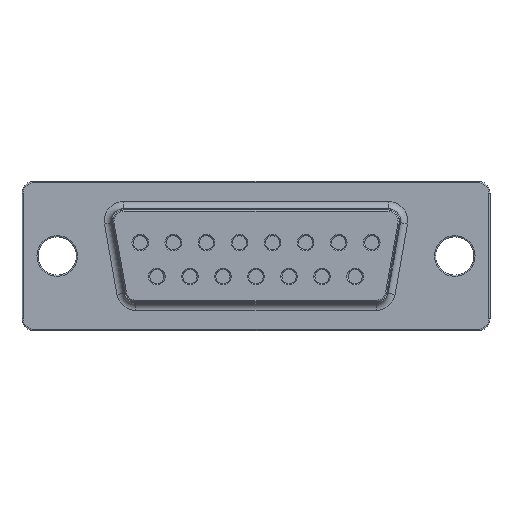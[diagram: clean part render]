
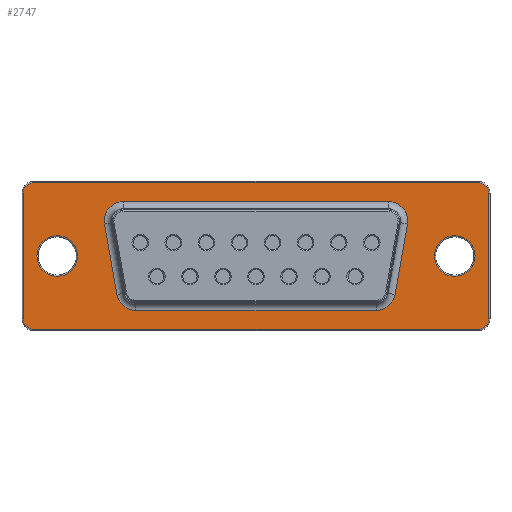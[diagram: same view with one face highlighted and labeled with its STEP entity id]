
A CAD part, top view. The second image highlights one B-rep face of the part: STEP entity #2747.
In plain terms, the highlighted planar face has unit normal (0, 0, 1).
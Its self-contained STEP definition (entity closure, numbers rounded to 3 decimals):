
#2548 = VERTEX_POINT('',#2549);
#2549 = CARTESIAN_POINT('',(-22.38,1.254,4.7));
#2558 = VERTEX_POINT('',#2559);
#2559 = CARTESIAN_POINT('',(-20.804,3.13,4.7));
#2566 = EDGE_CURVE('',#2548,#2558,#2567,.T.);
#2567 = CIRCLE('',#2568,1.6);
#2568 = AXIS2_PLACEMENT_3D('',#2569,#2570,#2571);
#2569 = CARTESIAN_POINT('',(-20.804,1.53,4.7));
#2570 = DIRECTION('',(0.,0.,-1.));
#2571 = DIRECTION('',(-0.985,-0.173,0.));
#2582 = EDGE_CURVE('',#2558,#2583,#2585,.T.);
#2583 = VERTEX_POINT('',#2584);
#2584 = CARTESIAN_POINT('',(1.414,3.13,4.7));
#2585 = LINE('',#2586,#2587);
#2586 = CARTESIAN_POINT('',(-20.804,3.13,4.7));
#2587 = VECTOR('',#2588,1.);
#2588 = DIRECTION('',(1.,0.,0.));
#2607 = VERTEX_POINT('',#2608);
#2608 = CARTESIAN_POINT('',(-21.346,-4.646,4.7));
#2615 = EDGE_CURVE('',#2607,#2548,#2616,.T.);
#2616 = LINE('',#2617,#2618);
#2617 = CARTESIAN_POINT('',(-21.346,-4.646,4.7));
#2618 = VECTOR('',#2619,1.);
#2619 = DIRECTION('',(-0.173,0.985,0.));
#2634 = VERTEX_POINT('',#2635);
#2635 = CARTESIAN_POINT('',(2.99,1.254,4.7));
#2642 = EDGE_CURVE('',#2583,#2634,#2643,.T.);
#2643 = CIRCLE('',#2644,1.6);
#2644 = AXIS2_PLACEMENT_3D('',#2645,#2646,#2647);
#2645 = CARTESIAN_POINT('',(1.414,1.53,4.7));
#2646 = DIRECTION('',(0.,0.,-1.));
#2647 = DIRECTION('',(0.,1.,0.));
#2658 = VERTEX_POINT('',#2659);
#2659 = CARTESIAN_POINT('',(-19.77,-5.97,4.7));
#2668 = EDGE_CURVE('',#2658,#2607,#2669,.T.);
#2669 = CIRCLE('',#2670,1.6);
#2670 = AXIS2_PLACEMENT_3D('',#2671,#2672,#2673);
#2671 = CARTESIAN_POINT('',(-19.77,-4.37,4.7));
#2672 = DIRECTION('',(0.,0.,-1.));
#2673 = DIRECTION('',(0.,-1.,0.));
#2684 = EDGE_CURVE('',#2634,#2685,#2687,.T.);
#2685 = VERTEX_POINT('',#2686);
#2686 = CARTESIAN_POINT('',(1.956,-4.646,4.7));
#2687 = LINE('',#2688,#2689);
#2688 = CARTESIAN_POINT('',(2.99,1.254,4.7));
#2689 = VECTOR('',#2690,1.);
#2690 = DIRECTION('',(-0.173,-0.985,0.));
#2709 = VERTEX_POINT('',#2710);
#2710 = CARTESIAN_POINT('',(0.38,-5.97,4.7));
#2717 = EDGE_CURVE('',#2709,#2658,#2718,.T.);
#2718 = LINE('',#2719,#2720);
#2719 = CARTESIAN_POINT('',(0.38,-5.97,4.7));
#2720 = VECTOR('',#2721,1.);
#2721 = DIRECTION('',(-1.,0.,0.));
#2736 = EDGE_CURVE('',#2685,#2709,#2737,.T.);
#2737 = CIRCLE('',#2738,1.6);
#2738 = AXIS2_PLACEMENT_3D('',#2739,#2740,#2741);
#2739 = CARTESIAN_POINT('',(0.38,-4.37,4.7));
#2740 = DIRECTION('',(0.,0.,-1.));
#2741 = DIRECTION('',(0.985,-0.173,0.));
#2747 = ADVANCED_FACE('',(#2748,#2758,#2828,#2839),#2850,.T.);
#2748 = FACE_BOUND('',#2749,.T.);
#2749 = EDGE_LOOP('',(#2750,#2751,#2752,#2753,#2754,#2755,#2756,#2757));
#2750 = ORIENTED_EDGE('',*,*,#2642,.T.);
#2751 = ORIENTED_EDGE('',*,*,#2684,.T.);
#2752 = ORIENTED_EDGE('',*,*,#2736,.T.);
#2753 = ORIENTED_EDGE('',*,*,#2717,.T.);
#2754 = ORIENTED_EDGE('',*,*,#2668,.T.);
#2755 = ORIENTED_EDGE('',*,*,#2615,.T.);
#2756 = ORIENTED_EDGE('',*,*,#2566,.T.);
#2757 = ORIENTED_EDGE('',*,*,#2582,.T.);
#2758 = FACE_BOUND('',#2759,.T.);
#2759 = EDGE_LOOP('',(#2760,#2771,#2779,#2788,#2796,#2805,#2813,#2822));
#2760 = ORIENTED_EDGE('',*,*,#2761,.T.);
#2761 = EDGE_CURVE('',#2762,#2764,#2766,.T.);
#2762 = VERTEX_POINT('',#2763);
#2763 = CARTESIAN_POINT('',(-28.295,4.73,4.7));
#2764 = VERTEX_POINT('',#2765);
#2765 = CARTESIAN_POINT('',(-29.195,3.83,4.7));
#2766 = CIRCLE('',#2767,0.9);
#2767 = AXIS2_PLACEMENT_3D('',#2768,#2769,#2770);
#2768 = CARTESIAN_POINT('',(-28.295,3.83,4.7));
#2769 = DIRECTION('',(0.,0.,1.));
#2770 = DIRECTION('',(0.,1.,0.));
#2771 = ORIENTED_EDGE('',*,*,#2772,.T.);
#2772 = EDGE_CURVE('',#2764,#2773,#2775,.T.);
#2773 = VERTEX_POINT('',#2774);
#2774 = CARTESIAN_POINT('',(-29.195,-6.67,4.7));
#2775 = LINE('',#2776,#2777);
#2776 = CARTESIAN_POINT('',(-29.195,3.83,4.7));
#2777 = VECTOR('',#2778,1.);
#2778 = DIRECTION('',(0.,-1.,0.));
#2779 = ORIENTED_EDGE('',*,*,#2780,.T.);
#2780 = EDGE_CURVE('',#2773,#2781,#2783,.T.);
#2781 = VERTEX_POINT('',#2782);
#2782 = CARTESIAN_POINT('',(-28.295,-7.57,4.7));
#2783 = CIRCLE('',#2784,0.9);
#2784 = AXIS2_PLACEMENT_3D('',#2785,#2786,#2787);
#2785 = CARTESIAN_POINT('',(-28.295,-6.67,4.7));
#2786 = DIRECTION('',(0.,0.,1.));
#2787 = DIRECTION('',(-1.,0.,0.));
#2788 = ORIENTED_EDGE('',*,*,#2789,.T.);
#2789 = EDGE_CURVE('',#2781,#2790,#2792,.T.);
#2790 = VERTEX_POINT('',#2791);
#2791 = CARTESIAN_POINT('',(8.905,-7.57,4.7));
#2792 = LINE('',#2793,#2794);
#2793 = CARTESIAN_POINT('',(-28.295,-7.57,4.7));
#2794 = VECTOR('',#2795,1.);
#2795 = DIRECTION('',(1.,0.,0.));
#2796 = ORIENTED_EDGE('',*,*,#2797,.T.);
#2797 = EDGE_CURVE('',#2790,#2798,#2800,.T.);
#2798 = VERTEX_POINT('',#2799);
#2799 = CARTESIAN_POINT('',(9.805,-6.67,4.7));
#2800 = CIRCLE('',#2801,0.9);
#2801 = AXIS2_PLACEMENT_3D('',#2802,#2803,#2804);
#2802 = CARTESIAN_POINT('',(8.905,-6.67,4.7));
#2803 = DIRECTION('',(0.,0.,1.));
#2804 = DIRECTION('',(0.,-1.,0.));
#2805 = ORIENTED_EDGE('',*,*,#2806,.T.);
#2806 = EDGE_CURVE('',#2798,#2807,#2809,.T.);
#2807 = VERTEX_POINT('',#2808);
#2808 = CARTESIAN_POINT('',(9.805,3.83,4.7));
#2809 = LINE('',#2810,#2811);
#2810 = CARTESIAN_POINT('',(9.805,-6.67,4.7));
#2811 = VECTOR('',#2812,1.);
#2812 = DIRECTION('',(0.,1.,0.));
#2813 = ORIENTED_EDGE('',*,*,#2814,.T.);
#2814 = EDGE_CURVE('',#2807,#2815,#2817,.T.);
#2815 = VERTEX_POINT('',#2816);
#2816 = CARTESIAN_POINT('',(8.905,4.73,4.7));
#2817 = CIRCLE('',#2818,0.9);
#2818 = AXIS2_PLACEMENT_3D('',#2819,#2820,#2821);
#2819 = CARTESIAN_POINT('',(8.905,3.83,4.7));
#2820 = DIRECTION('',(0.,0.,1.));
#2821 = DIRECTION('',(1.,0.,0.));
#2822 = ORIENTED_EDGE('',*,*,#2823,.T.);
#2823 = EDGE_CURVE('',#2815,#2762,#2824,.T.);
#2824 = LINE('',#2825,#2826);
#2825 = CARTESIAN_POINT('',(8.905,4.73,4.7));
#2826 = VECTOR('',#2827,1.);
#2827 = DIRECTION('',(-1.,0.,0.));
#2828 = FACE_BOUND('',#2829,.T.);
#2829 = EDGE_LOOP('',(#2830));
#2830 = ORIENTED_EDGE('',*,*,#2831,.F.);
#2831 = EDGE_CURVE('',#2832,#2832,#2834,.T.);
#2832 = VERTEX_POINT('',#2833);
#2833 = CARTESIAN_POINT('',(8.655,-1.42,4.7));
#2834 = CIRCLE('',#2835,1.7);
#2835 = AXIS2_PLACEMENT_3D('',#2836,#2837,#2838);
#2836 = CARTESIAN_POINT('',(6.955,-1.42,4.7));
#2837 = DIRECTION('',(0.,0.,1.));
#2838 = DIRECTION('',(1.,0.,0.));
#2839 = FACE_BOUND('',#2840,.T.);
#2840 = EDGE_LOOP('',(#2841));
#2841 = ORIENTED_EDGE('',*,*,#2842,.F.);
#2842 = EDGE_CURVE('',#2843,#2843,#2845,.T.);
#2843 = VERTEX_POINT('',#2844);
#2844 = CARTESIAN_POINT('',(-24.645,-1.42,4.7));
#2845 = CIRCLE('',#2846,1.7);
#2846 = AXIS2_PLACEMENT_3D('',#2847,#2848,#2849);
#2847 = CARTESIAN_POINT('',(-26.345,-1.42,4.7));
#2848 = DIRECTION('',(0.,0.,1.));
#2849 = DIRECTION('',(1.,0.,0.));
#2850 = PLANE('',#2851);
#2851 = AXIS2_PLACEMENT_3D('',#2852,#2853,#2854);
#2852 = CARTESIAN_POINT('',(-9.695,-1.42,4.7));
#2853 = DIRECTION('',(0.,0.,1.));
#2854 = DIRECTION('',(1.,0.,0.));
